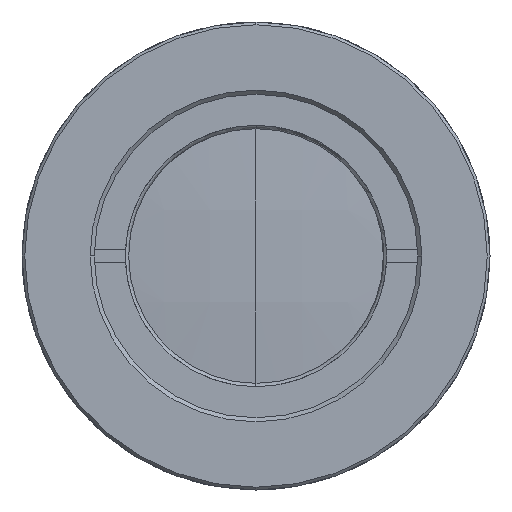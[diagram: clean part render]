
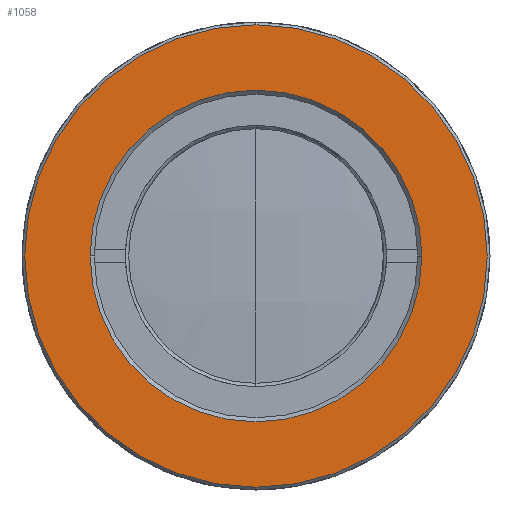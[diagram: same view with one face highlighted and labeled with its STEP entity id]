
A CAD part, left-side view. The second image highlights one B-rep face of the part: STEP entity #1058.
In plain terms, the highlighted planar face has unit normal (-1, 0, 0).
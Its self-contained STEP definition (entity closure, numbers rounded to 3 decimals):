
#23 = CARTESIAN_POINT ( 'NONE',  ( -47.026, 0., 0. ) ) ;
#312 = EDGE_CURVE ( 'NONE', #5577, #4590, #6788, .T. ) ;
#600 = EDGE_CURVE ( 'NONE', #9664, #2771, #7306, .T. ) ;
#1058 = ADVANCED_FACE ( 'NONE', ( #14377, #1152 ), #5601, .T. ) ;
#1152 = FACE_OUTER_BOUND ( 'NONE', #6585, .T. ) ;
#1604 = DIRECTION ( 'NONE',  ( 0., -1., 0. ) ) ;
#1882 = DIRECTION ( 'NONE',  ( 0., 0., -1. ) ) ;
#2112 = AXIS2_PLACEMENT_3D ( 'NONE', #12201, #9103, #11401 ) ;
#2488 = DIRECTION ( 'NONE',  ( 0., -1., 0. ) ) ;
#2512 = EDGE_CURVE ( 'NONE', #4590, #5577, #9617, .T. ) ;
#2771 = VERTEX_POINT ( 'NONE', #2890 ) ;
#2890 = CARTESIAN_POINT ( 'NONE',  ( -47.026, 12.05, 0. ) ) ;
#3247 = DIRECTION ( 'NONE',  ( 0., 0., -1. ) ) ;
#3310 = CARTESIAN_POINT ( 'NONE',  ( -47.026, 0., 0. ) ) ;
#3335 = EDGE_CURVE ( 'NONE', #2771, #9664, #7353, .T. ) ;
#4590 = VERTEX_POINT ( 'NONE', #14303 ) ;
#4748 = AXIS2_PLACEMENT_3D ( 'NONE', #23, #6724, #2488 ) ;
#5399 = AXIS2_PLACEMENT_3D ( 'NONE', #3310, #8959, #3247 ) ;
#5577 = VERTEX_POINT ( 'NONE', #7267 ) ;
#5601 = PLANE ( 'NONE',  #2112 ) ;
#6585 = EDGE_LOOP ( 'NONE', ( #13964, #14059 ) ) ;
#6651 = AXIS2_PLACEMENT_3D ( 'NONE', #11622, #9413, #1604 ) ;
#6724 = DIRECTION ( 'NONE',  ( 1., 0., 0. ) ) ;
#6788 = CIRCLE ( 'NONE', #5399, 16.8 ) ;
#7267 = CARTESIAN_POINT ( 'NONE',  ( -47.026, 0., -16.8 ) ) ;
#7306 = CIRCLE ( 'NONE', #4748, 12.05 ) ;
#7353 = CIRCLE ( 'NONE', #6651, 12.05 ) ;
#8959 = DIRECTION ( 'NONE',  ( 1., 0., 0. ) ) ;
#9099 = ORIENTED_EDGE ( 'NONE', *, *, #600, .T. ) ;
#9103 = DIRECTION ( 'NONE',  ( -1., 0., 0. ) ) ;
#9413 = DIRECTION ( 'NONE',  ( 1., 0., 0. ) ) ;
#9617 = CIRCLE ( 'NONE', #12872, 16.8 ) ;
#9664 = VERTEX_POINT ( 'NONE', #12947 ) ;
#9972 = ORIENTED_EDGE ( 'NONE', *, *, #3335, .T. ) ;
#11401 = DIRECTION ( 'NONE',  ( 0., 0., 1. ) ) ;
#11622 = CARTESIAN_POINT ( 'NONE',  ( -47.026, 0., 0. ) ) ;
#12153 = EDGE_LOOP ( 'NONE', ( #9099, #9972 ) ) ;
#12201 = CARTESIAN_POINT ( 'NONE',  ( -47.026, 0., 17. ) ) ;
#12872 = AXIS2_PLACEMENT_3D ( 'NONE', #12977, #13206, #1882 ) ;
#12947 = CARTESIAN_POINT ( 'NONE',  ( -47.026, -12.05, 0. ) ) ;
#12977 = CARTESIAN_POINT ( 'NONE',  ( -47.026, 0., 0. ) ) ;
#13206 = DIRECTION ( 'NONE',  ( 1., 0., 0. ) ) ;
#13964 = ORIENTED_EDGE ( 'NONE', *, *, #312, .F. ) ;
#14059 = ORIENTED_EDGE ( 'NONE', *, *, #2512, .F. ) ;
#14303 = CARTESIAN_POINT ( 'NONE',  ( -47.026, 0., 16.8 ) ) ;
#14377 = FACE_BOUND ( 'NONE', #12153, .T. ) ;
